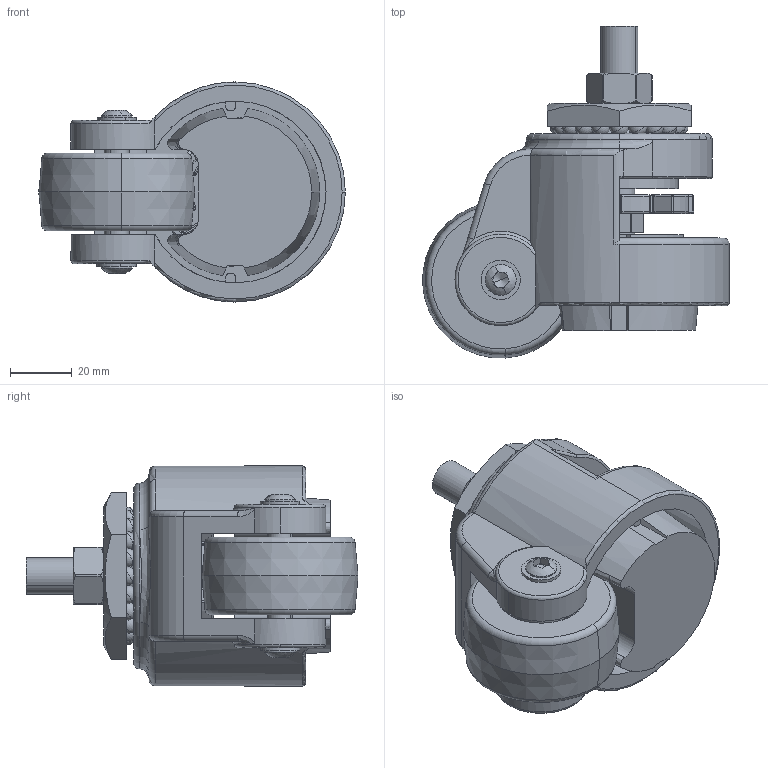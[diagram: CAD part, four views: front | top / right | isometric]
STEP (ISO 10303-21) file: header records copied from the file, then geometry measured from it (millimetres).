
FILE_DESCRIPTION (( 'STEP AP214' ), '1' );
FILE_NAME ('Ñáîðêà1.STEP', '2024-06-03T06:23:32', ( '' ), ( '' ), 'SwSTEP 2.0', 'SolidWorks 2022', '' );
FILE_SCHEMA (( 'AUTOMOTIVE_DESIGN' ));
Length unit declared in the file: millimetre
Products named in the file (14): A696 Шайба_00; A696 Основание_00; A696 Колесо_00; A696 Винт_00; Сборка1; A696 Ножка_00; A696 Регулировка опоры_00; A696 Крепление ножки_00; A696 Самоустанавливающееся колесо с тормозом Ø53 с платформой_2; A696 Гайка_00; A696 Втулка_00; A696 Подшипник_00; A696 Поворотная площадка_00; A696 Винт M8x16_00
Assembly tree (34 placements, depth 3):
  Сборка1
    A696 Самоустанавливающееся колесо с тормозом Ø53 с платформой_2
      A696 Основание_00
      A696 Крепление ножки_00
      A696 Ножка_00
      A696 Колесо_00
      A696 Регулировка опоры_00
      A696 Подшипник_00  x20
      A696 Винт M8x16_00  x2
      A696 Шайба_00  x2
      A696 Втулка_00
      A696 Поворотная площадка_00
      A696 Гайка_00
      A696 Винт_00
Bounding box: 98.9 x 107.1 x 71 mm (x, y, z)
Volume: 221373 mm3; surface area: 75480.8 mm2
Topology: 35 solids, 35 shells, 865 faces, 2161 edges, 1291 vertices
Faces by surface type: cylinder 307, plane 236, torus 181, sphere 112, cone 22, bspline 7
Entity records: 25486 total; most frequent: CARTESIAN_POINT 5811, DIRECTION 4385, ORIENTED_EDGE 3790, EDGE_CURVE 1895, AXIS2_PLACEMENT_3D 1817, VERTEX_POINT 1135, CIRCLE 991, EDGE_LOOP 822
